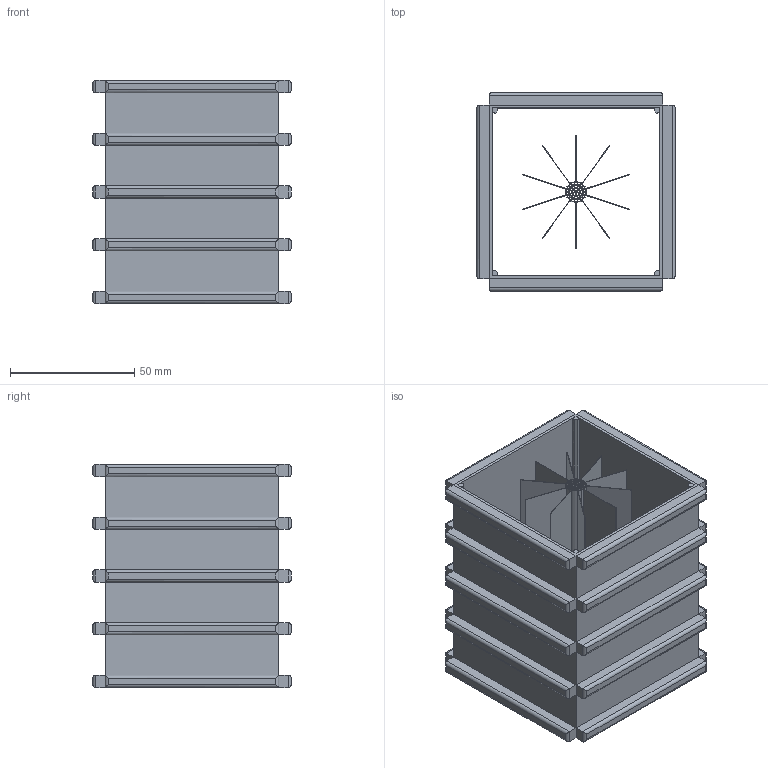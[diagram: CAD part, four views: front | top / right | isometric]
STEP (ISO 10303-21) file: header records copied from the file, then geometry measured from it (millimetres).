
FILE_DESCRIPTION(/* description */ ('','CAx-IF Rec.Pracs.---Representation and Presentation of Product Manufacturing Information (PMI)---4.0---2014-10-13'),/* implementation_level */ '2;1');
FILE_NAME(/* name */ 'Ti6Al4V_5_Stiffeners_AF-M315E_v4.step',/* time_stamp */ '2025-02-17T19:39:45+01:00',/* author */ (''),/* organization */ (''),/* preprocessor_version */ 'ST-DEVELOPER v20',/* originating_system */ 'Autodesk Translation Framework v13.20.0.188',/* authorisation */ '');
FILE_SCHEMA (('AP242_MANAGED_MODEL_BASED_3D_ENGINEERING_MIM_LF { 1 0 10303 442 1 1 4 }'));
Length unit declared in the file: millimetre
Products named in the file (1): Ti6Al4V 5 Stiffeners AF-M315E
Bounding box: 80 x 80 x 90 mm (x, y, z)
Volume: 69534.8 mm3; surface area: 127572.6 mm2
Topology: 36 solids, 36 shells, 336 faces, 712 edges, 448 vertices
Faces by surface type: plane 202, cylinder 126, bspline 8
Full cylindrical faces by diameter (mm): 1.1 x35, 8.41 x1
Entity records: 9181 total; most frequent: CARTESIAN_POINT 1649, DIRECTION 1558, ORIENTED_EDGE 1424, EDGE_CURVE 712, LINE 524, VECTOR 524, AXIS2_PLACEMENT_3D 517, VERTEX_POINT 448
